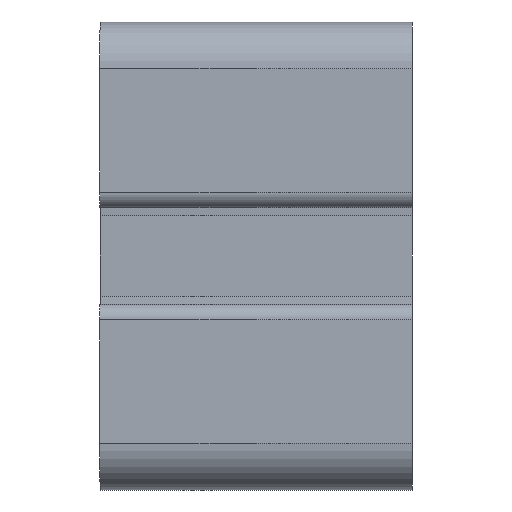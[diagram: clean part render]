
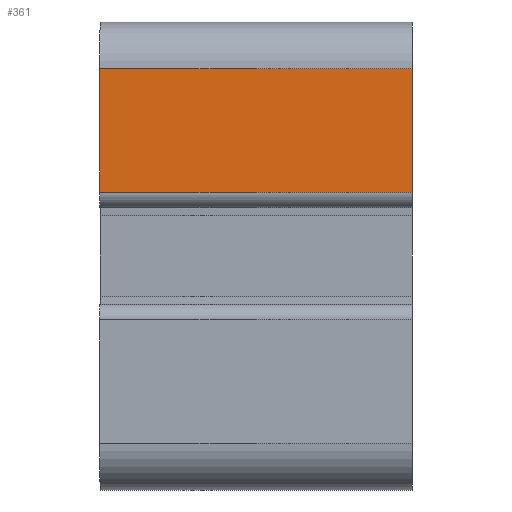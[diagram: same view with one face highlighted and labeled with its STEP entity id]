
A CAD part, left-side view. The second image highlights one B-rep face of the part: STEP entity #361.
In plain terms, the highlighted planar face has unit normal (-1, 0, 0).
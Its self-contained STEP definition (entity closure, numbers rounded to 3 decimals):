
#361=ADVANCED_FACE('',(#786),#787,.T.);
#786=FACE_OUTER_BOUND('',#1272,.T.);
#787=PLANE('',#1273);
#1272=EDGE_LOOP('',(#2347,#2348,#2349,#2350));
#1273=AXIS2_PLACEMENT_3D('',#2351,#2352,#2353);
#2347=ORIENTED_EDGE('',*,*,#3369,.T.);
#2348=ORIENTED_EDGE('',*,*,#3450,.T.);
#2349=ORIENTED_EDGE('',*,*,#3451,.F.);
#2350=ORIENTED_EDGE('',*,*,#3301,.T.);
#2351=CARTESIAN_POINT('',(-15.0,10.0,0.0));
#2352=DIRECTION('',(-1.0,0.0,0.0));
#2353=DIRECTION('',(0.0,0.0,-1.0));
#3301=EDGE_CURVE('',#4074,#4072,#4075,.T.);
#3369=EDGE_CURVE('',#4072,#4204,#4207,.T.);
#3450=EDGE_CURVE('',#4204,#4314,#4315,.T.);
#3451=EDGE_CURVE('',#4074,#4314,#4316,.T.);
#4072=VERTEX_POINT('',#5134);
#4074=VERTEX_POINT('',#5136);
#4075=LINE('',#5137,#5138);
#4204=VERTEX_POINT('',#5300);
#4207=LINE('',#5303,#5304);
#4314=VERTEX_POINT('',#5451);
#4315=LINE('',#5452,#5453);
#4316=LINE('',#5454,#5455);
#5134=CARTESIAN_POINT('',(-15.0,10.0,4.1));
#5136=CARTESIAN_POINT('',(-15.0,10.0,12.0));
#5137=CARTESIAN_POINT('',(-15.0,10.0,12.0));
#5138=VECTOR('',#6176,1.0);
#5300=CARTESIAN_POINT('',(-15.0,-10.0,4.1));
#5303=CARTESIAN_POINT('',(-15.0,10.0,4.1));
#5304=VECTOR('',#6306,1.0);
#5451=CARTESIAN_POINT('',(-15.0,-10.0,12.0));
#5452=CARTESIAN_POINT('',(-15.0,-10.0,12.0));
#5453=VECTOR('',#6386,1.0);
#5454=CARTESIAN_POINT('',(-15.0,10.0,12.0));
#5455=VECTOR('',#6387,1.0);
#6176=DIRECTION('',(0.0,0.0,-1.0));
#6306=DIRECTION('',(0.0,-1.0,0.0));
#6386=DIRECTION('',(0.0,0.0,1.0));
#6387=DIRECTION('',(0.0,-1.0,0.0));
